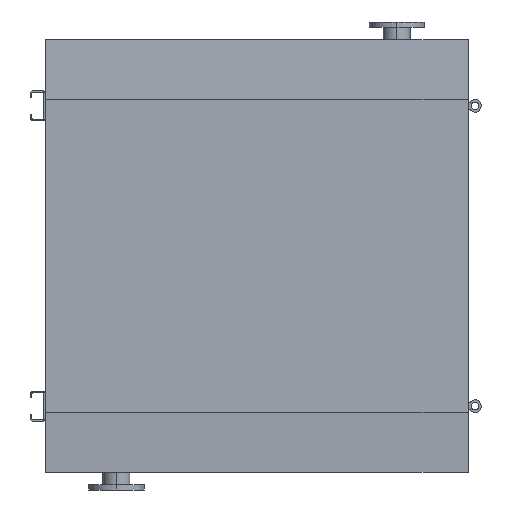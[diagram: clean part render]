
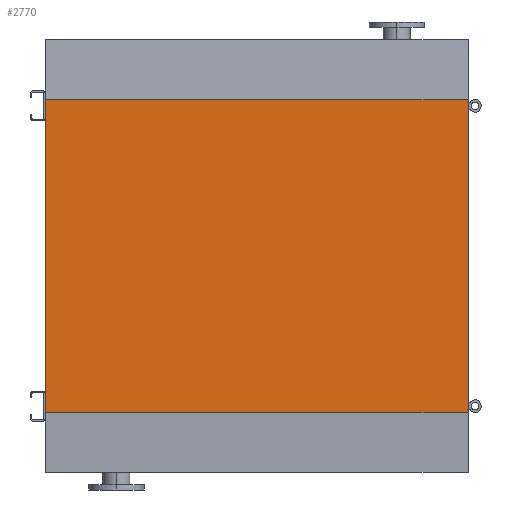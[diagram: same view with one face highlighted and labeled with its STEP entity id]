
A CAD part, front view. The second image highlights one B-rep face of the part: STEP entity #2770.
In plain terms, the highlighted planar face has unit normal (0, -1, 0).
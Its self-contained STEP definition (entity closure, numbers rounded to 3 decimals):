
#251 = AXIS2_PLACEMENT_3D ( 'NONE', #3940, #2492, #1995 ) ;
#575 = FACE_OUTER_BOUND ( 'NONE', #6854, .T. ) ;
#692 = CARTESIAN_POINT ( 'NONE',  ( -845., 0., -1250. ) ) ;
#1028 = DIRECTION ( 'NONE',  ( 0., 0., 1. ) ) ;
#1221 = ORIENTED_EDGE ( 'NONE', *, *, #3510, .F. ) ;
#1418 = EDGE_CURVE ( 'NONE', #4477, #5230, #5994, .T. ) ;
#1439 = CARTESIAN_POINT ( 'NONE',  ( 845., 0., -1250. ) ) ;
#1709 = PLANE ( 'NONE',  #251 ) ;
#1742 = DIRECTION ( 'NONE',  ( 1., 0., 0. ) ) ;
#1785 = LINE ( 'NONE', #6777, #2950 ) ;
#1995 = DIRECTION ( 'NONE',  ( 0., 0., -1. ) ) ;
#2492 = DIRECTION ( 'NONE',  ( 0., -1., 0. ) ) ;
#2717 = EDGE_CURVE ( 'NONE', #4096, #4477, #1785, .T. ) ;
#2770 = ADVANCED_FACE ( 'NONE', ( #575 ), #1709, .T. ) ;
#2950 = VECTOR ( 'NONE', #1742, 1000. ) ;
#3059 = LINE ( 'NONE', #5243, #5425 ) ;
#3202 = ORIENTED_EDGE ( 'NONE', *, *, #2717, .T. ) ;
#3510 = EDGE_CURVE ( 'NONE', #4096, #4577, #3882, .T. ) ;
#3535 = VECTOR ( 'NONE', #1028, 1000. ) ;
#3882 = LINE ( 'NONE', #6648, #3535 ) ;
#3888 = VECTOR ( 'NONE', #6953, 1000. ) ;
#3940 = CARTESIAN_POINT ( 'NONE',  ( -845., 0., -1250. ) ) ;
#4096 = VERTEX_POINT ( 'NONE', #692 ) ;
#4477 = VERTEX_POINT ( 'NONE', #1439 ) ;
#4577 = VERTEX_POINT ( 'NONE', #6036 ) ;
#4807 = CARTESIAN_POINT ( 'NONE',  ( 845., 0., -1250. ) ) ;
#4828 = ORIENTED_EDGE ( 'NONE', *, *, #5951, .F. ) ;
#5230 = VERTEX_POINT ( 'NONE', #5966 ) ;
#5243 = CARTESIAN_POINT ( 'NONE',  ( -845., 0., 0. ) ) ;
#5425 = VECTOR ( 'NONE', #6469, 1000. ) ;
#5753 = ORIENTED_EDGE ( 'NONE', *, *, #1418, .T. ) ;
#5951 = EDGE_CURVE ( 'NONE', #4577, #5230, #3059, .T. ) ;
#5966 = CARTESIAN_POINT ( 'NONE',  ( 845., 0., 0. ) ) ;
#5994 = LINE ( 'NONE', #4807, #3888 ) ;
#6036 = CARTESIAN_POINT ( 'NONE',  ( -845., 0., 0. ) ) ;
#6469 = DIRECTION ( 'NONE',  ( 1., 0., 0. ) ) ;
#6648 = CARTESIAN_POINT ( 'NONE',  ( -845., 0., -1250. ) ) ;
#6777 = CARTESIAN_POINT ( 'NONE',  ( -845., 0., -1250. ) ) ;
#6854 = EDGE_LOOP ( 'NONE', ( #4828, #1221, #3202, #5753 ) ) ;
#6953 = DIRECTION ( 'NONE',  ( 0., 0., 1. ) ) ;
